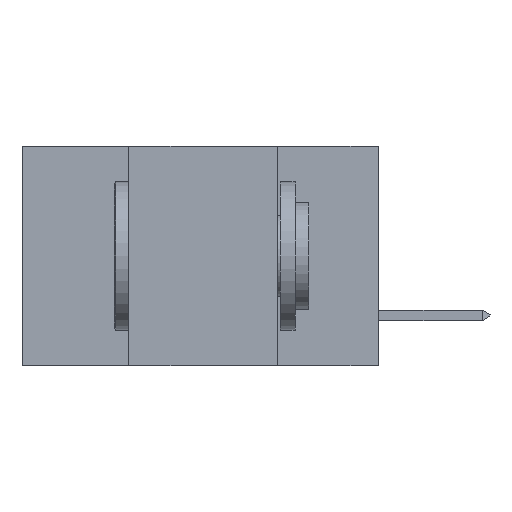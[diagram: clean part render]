
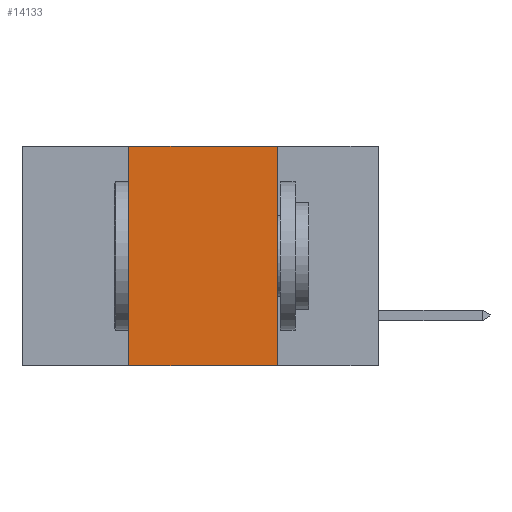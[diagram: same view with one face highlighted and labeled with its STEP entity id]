
A CAD part, left-side view. The second image highlights one B-rep face of the part: STEP entity #14133.
In plain terms, the highlighted planar face has unit normal (-1, 0, 0).
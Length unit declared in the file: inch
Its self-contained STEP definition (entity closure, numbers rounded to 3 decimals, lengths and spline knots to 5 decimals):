
#13 = CARTESIAN_POINT ( 'NONE',  ( 0., 0.42, 0. ) ) ;
#2586 = LINE ( 'NONE', #21338, #6610 ) ;
#3839 = EDGE_CURVE ( 'NONE', #15552, #17052, #13202, .T. ) ;
#3905 = DIRECTION ( 'NONE',  ( 0., -1., 0. ) ) ;
#3958 = CARTESIAN_POINT ( 'NONE',  ( 0., 0.6, 0. ) ) ;
#4167 = FACE_OUTER_BOUND ( 'NONE', #5281, .T. ) ;
#4185 = ORIENTED_EDGE ( 'NONE', *, *, #23643, .T. ) ;
#4636 = CARTESIAN_POINT ( 'NONE',  ( 0., 0.17, -0.37 ) ) ;
#4750 = DIRECTION ( 'NONE',  ( 0., 0., -1. ) ) ;
#5281 = EDGE_LOOP ( 'NONE', ( #8199, #13965, #23245, #4185 ) ) ;
#6610 = VECTOR ( 'NONE', #23069, 39.37008 ) ;
#6641 = CARTESIAN_POINT ( 'NONE',  ( 0., 0.42, -0.37 ) ) ;
#8021 = VECTOR ( 'NONE', #4750, 39.37008 ) ;
#8199 = ORIENTED_EDGE ( 'NONE', *, *, #3839, .F. ) ;
#9151 = EDGE_CURVE ( 'NONE', #17810, #15552, #10559, .T. ) ;
#9649 = AXIS2_PLACEMENT_3D ( 'NONE', #14033, #13524, #13225 ) ;
#9731 = VERTEX_POINT ( 'NONE', #6641 ) ;
#10559 = LINE ( 'NONE', #3958, #19680 ) ;
#13202 = LINE ( 'NONE', #4636, #8021 ) ;
#13225 = DIRECTION ( 'NONE',  ( 0., 0., -1. ) ) ;
#13432 = PLANE ( 'NONE',  #9649 ) ;
#13524 = DIRECTION ( 'NONE',  ( 1., 0., 0. ) ) ;
#13965 = ORIENTED_EDGE ( 'NONE', *, *, #9151, .F. ) ;
#14033 = CARTESIAN_POINT ( 'NONE',  ( 0., 0.6, 0. ) ) ;
#14133 = ADVANCED_FACE ( 'NONE', ( #4167 ), #13432, .F. ) ;
#14176 = VECTOR ( 'NONE', #17899, 39.37008 ) ;
#15525 = EDGE_CURVE ( 'NONE', #9731, #17810, #19921, .T. ) ;
#15552 = VERTEX_POINT ( 'NONE', #15852 ) ;
#15852 = CARTESIAN_POINT ( 'NONE',  ( 0., 0.17, 0. ) ) ;
#17052 = VERTEX_POINT ( 'NONE', #17886 ) ;
#17099 = CARTESIAN_POINT ( 'NONE',  ( 0., 0.42, -0.37 ) ) ;
#17810 = VERTEX_POINT ( 'NONE', #13 ) ;
#17886 = CARTESIAN_POINT ( 'NONE',  ( 0., 0.17, -0.37 ) ) ;
#17899 = DIRECTION ( 'NONE',  ( 0., 0., 1. ) ) ;
#19680 = VECTOR ( 'NONE', #3905, 39.37008 ) ;
#19921 = LINE ( 'NONE', #17099, #14176 ) ;
#21338 = CARTESIAN_POINT ( 'NONE',  ( 0., 0.6, -0.37 ) ) ;
#23069 = DIRECTION ( 'NONE',  ( 0., -1., 0. ) ) ;
#23245 = ORIENTED_EDGE ( 'NONE', *, *, #15525, .F. ) ;
#23643 = EDGE_CURVE ( 'NONE', #9731, #17052, #2586, .T. ) ;
